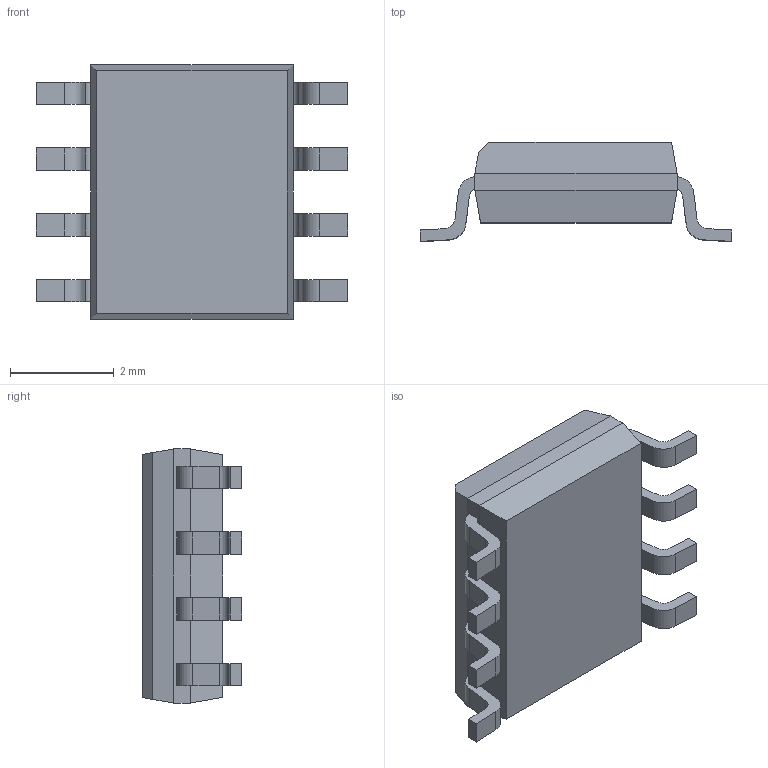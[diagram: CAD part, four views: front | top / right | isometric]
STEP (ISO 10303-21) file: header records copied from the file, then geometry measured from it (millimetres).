
FILE_DESCRIPTION(('FreeCAD Model'),'2;1');
FILE_NAME('soic8.step', '2021-03-08T02:02:39',('Author'),(''), 'Open CASCADE STEP processor 7.2','FreeCAD','Unknown');
FILE_SCHEMA(('AUTOMOTIVE_DESIGN { 1 0 10303 214 1 1 1 1 }'));
Length unit declared in the file: millimetre
Products named in the file (1): SOIC8-150-50
Bounding box: 6 x 1.91 x 4.9 mm (x, y, z)
Volume: 29.7 mm3; surface area: 79.9 mm2
Topology: 1 solids, 1 shells, 106 faces, 277 edges, 182 vertices
Faces by surface type: plane 72, cylinder 32, cone 2
Entity records: 7698 total; most frequent: CARTESIAN_POINT 1312, DIRECTION 1081, LINE 695, VECTOR 695, ORIENTED_EDGE 554, PCURVE 554, DEFINITIONAL_REPRESENTATION 554, EDGE_CURVE 277
